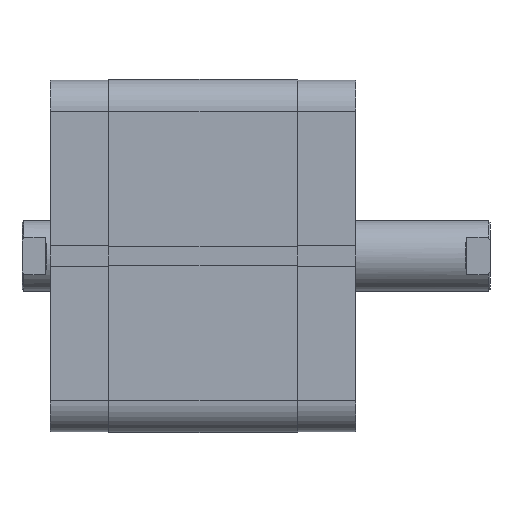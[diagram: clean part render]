
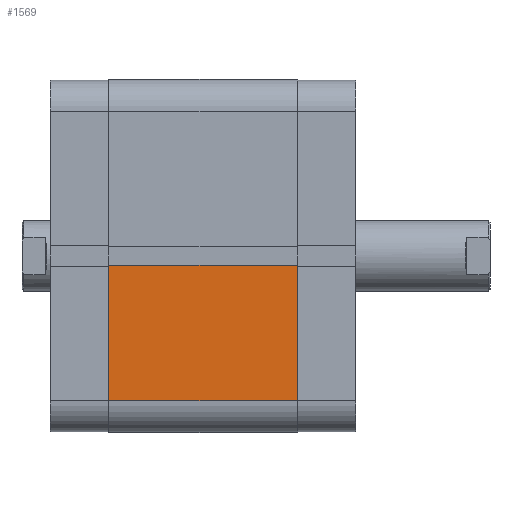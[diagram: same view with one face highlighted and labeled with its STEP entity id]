
A CAD part, front view. The second image highlights one B-rep face of the part: STEP entity #1569.
In plain terms, the highlighted face is planar.
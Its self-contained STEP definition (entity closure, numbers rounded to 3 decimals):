
#42 = CARTESIAN_POINT ( 'NONE',  ( 50., -2.6, 0. ) ) ;
#44 = CARTESIAN_POINT ( 'NONE',  ( 50., -41., 0. ) ) ;
#66 = VERTEX_POINT ( 'NONE', #42 ) ;
#68 = VERTEX_POINT ( 'NONE', #44 ) ;
#178 = VERTEX_POINT ( 'NONE', #1892 ) ;
#262 = VERTEX_POINT ( 'NONE', #4013 ) ;
#1291 = EDGE_LOOP ( 'NONE', ( #1724, #1770, #1771, #1767 ) ) ;
#1569 = ADVANCED_FACE ( 'NONE', ( #3521 ), #4958, .F. ) ;
#1724 = ORIENTED_EDGE ( 'NONE', *, *, #2026, .T. ) ;
#1767 = ORIENTED_EDGE ( 'NONE', *, *, #2056, .T. ) ;
#1770 = ORIENTED_EDGE ( 'NONE', *, *, #2057, .F. ) ;
#1771 = ORIENTED_EDGE ( 'NONE', *, *, #1978, .F. ) ;
#1892 = CARTESIAN_POINT ( 'NONE',  ( 50., -2.6, 53.5 ) ) ;
#1978 = EDGE_CURVE ( 'NONE', #262, #178, #3672, .T. ) ;
#2026 = EDGE_CURVE ( 'NONE', #68, #66, #3774, .T. ) ;
#2056 = EDGE_CURVE ( 'NONE', #262, #68, #3831, .T. ) ;
#2057 = EDGE_CURVE ( 'NONE', #178, #66, #3833, .T. ) ;
#2698 = AXIS2_PLACEMENT_3D ( 'NONE', #4957, #4960, #4961 ) ;
#3521 = FACE_OUTER_BOUND ( 'NONE', #1291, .T. ) ;
#3672 = LINE ( 'NONE', #5229, #3679 ) ;
#3679 = VECTOR ( 'NONE', #5230, 1000. ) ;
#3774 = LINE ( 'NONE', #5335, #3778 ) ;
#3778 = VECTOR ( 'NONE', #5338, 1000. ) ;
#3831 = LINE ( 'NONE', #5403, #3832 ) ;
#3832 = VECTOR ( 'NONE', #5404, 1000. ) ;
#3833 = LINE ( 'NONE', #5405, #3834 ) ;
#3834 = VECTOR ( 'NONE', #5406, 1000. ) ;
#4013 = CARTESIAN_POINT ( 'NONE',  ( 50., -41., 53.5 ) ) ;
#4957 = CARTESIAN_POINT ( 'NONE',  ( 50., -2.6, 53.5 ) ) ;
#4958 = PLANE ( 'NONE',  #2698 ) ;
#4960 = DIRECTION ( 'NONE',  ( -1., 0., 0. ) ) ;
#4961 = DIRECTION ( 'NONE',  ( 0., -1., 0. ) ) ;
#5229 = CARTESIAN_POINT ( 'NONE',  ( 50., -2.6, 53.5 ) ) ;
#5230 = DIRECTION ( 'NONE',  ( 0., 1., 0. ) ) ;
#5335 = CARTESIAN_POINT ( 'NONE',  ( 50., -2.6, 0. ) ) ;
#5338 = DIRECTION ( 'NONE',  ( 0., 1., 0. ) ) ;
#5403 = CARTESIAN_POINT ( 'NONE',  ( 50., -41., 53.5 ) ) ;
#5404 = DIRECTION ( 'NONE',  ( 0., 0., -1. ) ) ;
#5405 = CARTESIAN_POINT ( 'NONE',  ( 50., -2.6, 53.5 ) ) ;
#5406 = DIRECTION ( 'NONE',  ( 0., 0., -1. ) ) ;
